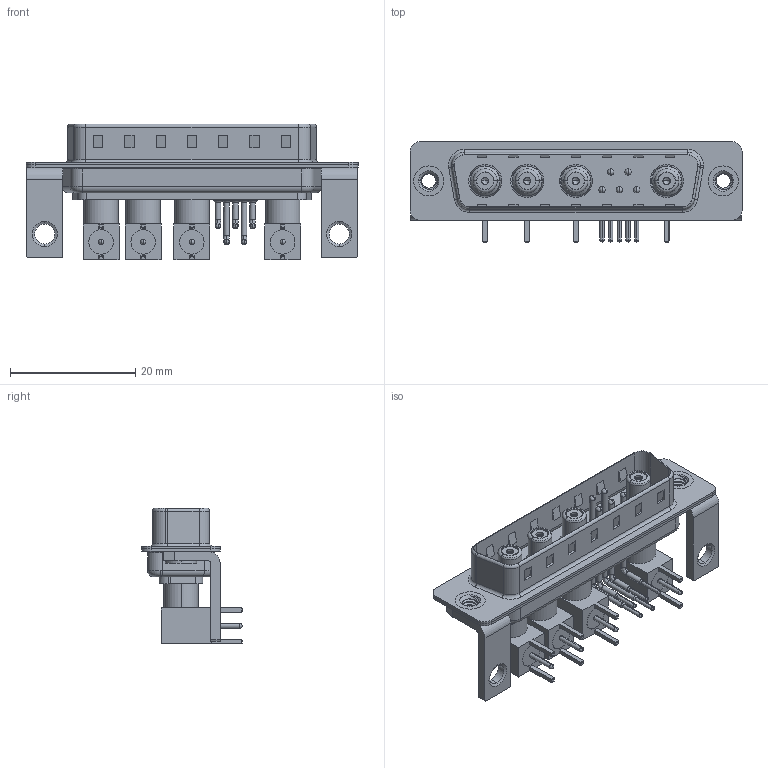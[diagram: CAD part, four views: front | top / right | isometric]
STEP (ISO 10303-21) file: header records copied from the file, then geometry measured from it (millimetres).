
FILE_DESCRIPTION (( 'STEP AP203' ), '1' );
FILE_NAME ('629-9W4-240-7N4.STEP', '2022-05-07T14:54:28', ( '' ), ( '' ), 'SwSTEP 2.0', 'SolidWorks 2020', '' );
FILE_SCHEMA (( 'CONFIG_CONTROL_DESIGN' ));
Length unit declared in the file: millimetre
Products named in the file (19): Insulator Socket; Co-Ax Jack_RA PC Tail; Insulator RA Pin; 629Combo Shell Rear_25 Contacts; Co-Ax Jack Assy_RA; 629Combo Contact Row 1; 629Combo Threaded Rivet_3; 629Combo Shell Front_25 Contacts; Locking Collar; RA Back Shell; 629Combo Contact Row 2; 629Combo Stabilizer Bracket; 629-9W4-240-7N4; Insulator Socket 2; Socket_RA; 629Combo Housing_9W4
Assembly tree (44 placements, depth 3):
  629-9W4-240-7N4
    629Combo Housing_9W4
    629Combo Shell Rear_25 Contacts
    629Combo Shell Front_25 Contacts
    629Combo Threaded Rivet_3  x2
    629Combo Stabilizer Bracket  x2
    Co-Ax Jack Assy_RA
      Co-Ax Jack_RA PC Tail
      Insulator Socket
      Insulator Socket 2
      Locking Collar
      Socket_RA
      RA Back Shell
      Insulator RA Pin
    Co-Ax Jack Assy_RA
      Co-Ax Jack_RA PC Tail
      Insulator Socket
      Insulator Socket 2
      Locking Collar
      Socket_RA
      RA Back Shell
      Insulator RA Pin
    Co-Ax Jack Assy_RA
      Co-Ax Jack_RA PC Tail
      Insulator Socket
      Insulator Socket 2
      Locking Collar
      Socket_RA
      RA Back Shell
      Insulator RA Pin
    Co-Ax Jack Assy_RA
      Co-Ax Jack_RA PC Tail
      Insulator Socket
      Insulator Socket 2
      Locking Collar
      Socket_RA
      RA Back Shell
      Insulator RA Pin
    629Combo Contact Row 1  x2
    629Combo Contact Row 2  x3
Bounding box: 53.05 x 16 x 21.71 mm (x, y, z)
Volume: 4165.1 mm3; surface area: 11215.6 mm2
Topology: 40 solids, 40 shells, 1574 faces, 3997 edges, 2538 vertices
Faces by surface type: plane 739, cylinder 603, cone 110, torus 74, bspline 40, sphere 8
Entity records: 28022 total; most frequent: CARTESIAN_POINT 5896, DIRECTION 4234, ORIENTED_EDGE 3932, EDGE_CURVE 1966, AXIS2_PLACEMENT_3D 1518, VERTEX_POINT 1262, LINE 1198, VECTOR 1198
